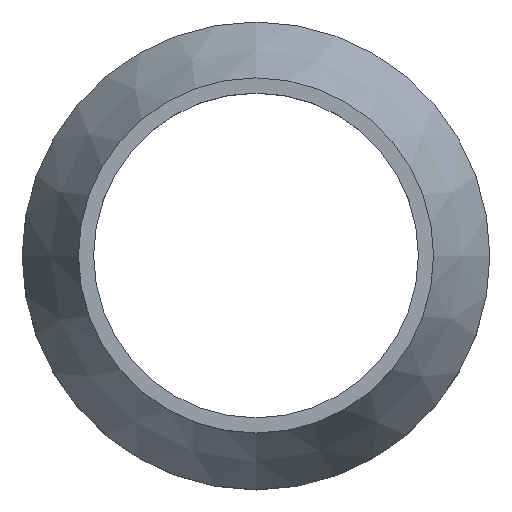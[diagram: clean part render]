
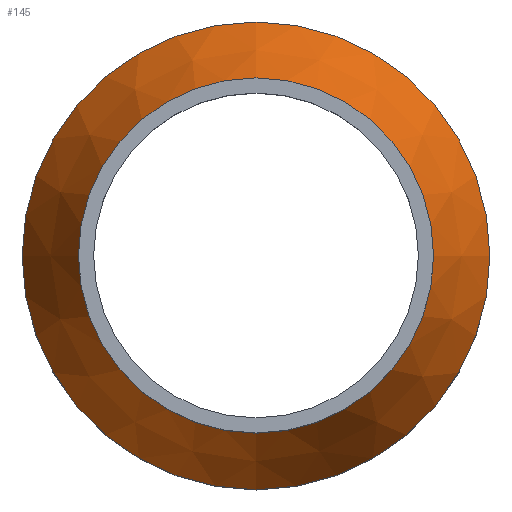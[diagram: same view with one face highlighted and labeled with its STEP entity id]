
A CAD part, top view. The second image highlights one B-rep face of the part: STEP entity #145.
In plain terms, the highlighted conical face has half-angle 26.259 degrees and reference radius 23.35 mm.
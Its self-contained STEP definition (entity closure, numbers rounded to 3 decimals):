
#124 = EDGE_CURVE('',#125,#125,#127,.T.);
#125 = VERTEX_POINT('',#126);
#126 = CARTESIAN_POINT('',(30.75,0.,20.));
#127 = CIRCLE('',#128,30.75);
#128 = AXIS2_PLACEMENT_3D('',#129,#130,#131);
#129 = CARTESIAN_POINT('',(0.,0.,20.));
#130 = DIRECTION('',(0.,0.,-1.));
#131 = DIRECTION('',(1.,0.,0.));
#145 = ADVANCED_FACE('',(#146),#165,.T.);
#146 = FACE_BOUND('',#147,.T.);
#147 = EDGE_LOOP('',(#148,#157,#163,#164));
#148 = ORIENTED_EDGE('',*,*,#149,.T.);
#149 = EDGE_CURVE('',#150,#150,#152,.T.);
#150 = VERTEX_POINT('',#151);
#151 = CARTESIAN_POINT('',(23.35,0.,35.));
#152 = CIRCLE('',#153,23.35);
#153 = AXIS2_PLACEMENT_3D('',#154,#155,#156);
#154 = CARTESIAN_POINT('',(0.,0.,35.));
#155 = DIRECTION('',(0.,0.,-1.));
#156 = DIRECTION('',(1.,0.,0.));
#157 = ORIENTED_EDGE('',*,*,#158,.T.);
#158 = EDGE_CURVE('',#150,#125,#159,.T.);
#159 = LINE('',#160,#161);
#160 = CARTESIAN_POINT('',(23.35,0.,35.));
#161 = VECTOR('',#162,1.);
#162 = DIRECTION('',(0.442,0.,-0.897)
  );
#163 = ORIENTED_EDGE('',*,*,#124,.F.);
#164 = ORIENTED_EDGE('',*,*,#158,.F.);
#165 = CONICAL_SURFACE('',#166,23.35,0.458);
#166 = AXIS2_PLACEMENT_3D('',#167,#168,#169);
#167 = CARTESIAN_POINT('',(0.,0.,35.));
#168 = DIRECTION('',(-0.,0.,-1.));
#169 = DIRECTION('',(1.,0.,0.));
